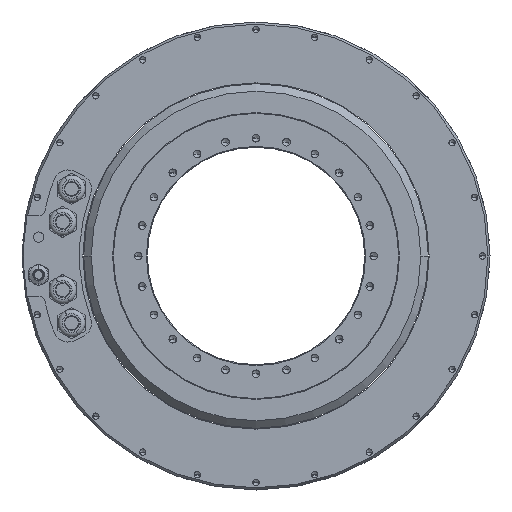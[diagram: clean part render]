
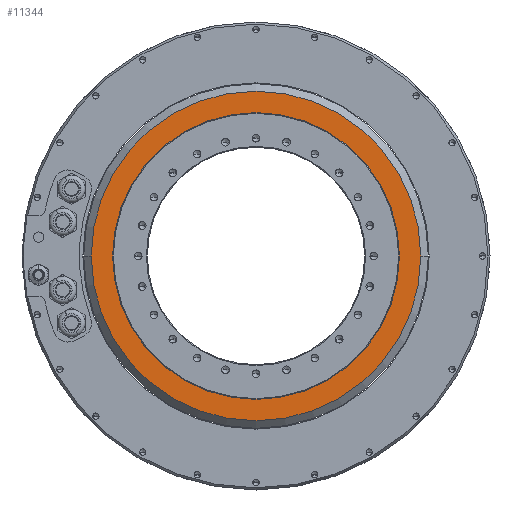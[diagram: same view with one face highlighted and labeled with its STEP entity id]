
A CAD part, left-side view. The second image highlights one B-rep face of the part: STEP entity #11344.
In plain terms, the highlighted planar face has unit normal (-1, 0, 0).
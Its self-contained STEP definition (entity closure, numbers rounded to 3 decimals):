
#8823=CARTESIAN_POINT('',(-53.,0.,0.));
#8824=DIRECTION('',(1.,0.,0.));
#8825=DIRECTION('',(0.,1.,0.));
#8826=AXIS2_PLACEMENT_3D('',#8823,#8824,#8825);
#8832=CARTESIAN_POINT('',(-53.,0.,0.));
#8833=DIRECTION('',(-1.,0.,0.));
#8834=DIRECTION('',(0.,1.,0.));
#8835=AXIS2_PLACEMENT_3D('',#8832,#8833,#8834);
#8837=CARTESIAN_POINT('',(-53.,0.,0.));
#8838=DIRECTION('',(-1.,0.,0.));
#8839=DIRECTION('',(0.,1.,0.));
#8840=AXIS2_PLACEMENT_3D('',#8837,#8838,#8839);
#8842=CARTESIAN_POINT('',(-53.,0.,0.));
#8843=DIRECTION('',(1.,0.,0.));
#8844=DIRECTION('',(0.,1.,0.));
#8845=AXIS2_PLACEMENT_3D('',#8842,#8843,#8844);
#10561=CARTESIAN_POINT('',(-53.,109.15,0.));
#10562=VERTEX_POINT('',#10561);
#10563=CARTESIAN_POINT('',(-53.,95.,0.));
#10565=VERTEX_POINT('',#10563);
#10595=CARTESIAN_POINT('',(-53.,-109.15,0.));
#10596=VERTEX_POINT('',#10595);
#10597=CARTESIAN_POINT('',(-53.,-95.,0.));
#10599=VERTEX_POINT('',#10597);
#11329=CARTESIAN_POINT('',(-53.,0.,0.));
#11330=DIRECTION('',(-1.,0.,0.));
#11331=DIRECTION('',(0.,1.,0.));
#11332=AXIS2_PLACEMENT_3D('',#11329,#11330,#11331);
#11333=PLANE('',#11332);
#11335=ORIENTED_EDGE('',*,*,#11334,.F.);
#11337=ORIENTED_EDGE('',*,*,#11336,.T.);
#11338=EDGE_LOOP('',(#11335,#11337));
#11339=FACE_OUTER_BOUND('',#11338,.F.);
#11340=ORIENTED_EDGE('',*,*,#11308,.F.);
#11341=ORIENTED_EDGE('',*,*,#11324,.T.);
#11342=EDGE_LOOP('',(#11340,#11341));
#11343=FACE_BOUND('',#11342,.F.);
#11344=ADVANCED_FACE('',(#11339,#11343),#11333,.T.);
#8827=CIRCLE('',#8826,95.);
#8836=CIRCLE('',#8835,95.);
#8841=CIRCLE('',#8840,109.15);
#8846=CIRCLE('',#8845,109.15);
#11308=EDGE_CURVE('',#10565,#10599,#8827,.T.);
#11324=EDGE_CURVE('',#10565,#10599,#8836,.T.);
#11334=EDGE_CURVE('',#10562,#10596,#8841,.T.);
#11336=EDGE_CURVE('',#10562,#10596,#8846,.T.);
